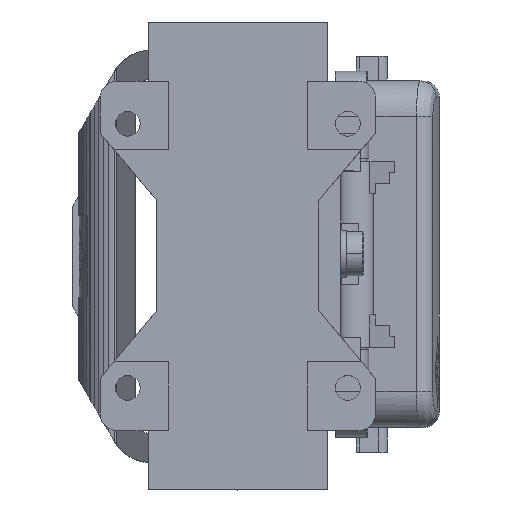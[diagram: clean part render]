
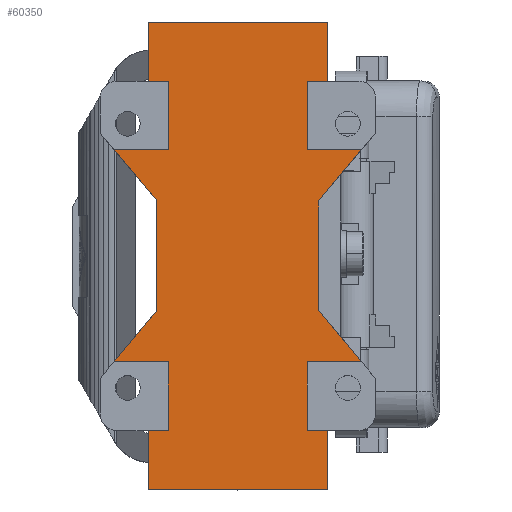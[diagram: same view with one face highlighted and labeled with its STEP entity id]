
A CAD part, top view. The second image highlights one B-rep face of the part: STEP entity #60350.
In plain terms, the highlighted face is planar.
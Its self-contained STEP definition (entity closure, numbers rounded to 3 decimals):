
#1960=CARTESIAN_POINT('',(110.274,44.742,
47.32));
#1970=VERTEX_POINT('',#1960);
#2020=CARTESIAN_POINT('',(0.,44.742,47.32));
#2030=DIRECTION('',(-1.,0.,0.));
#2040=VECTOR('',#2030,1.);
#2050=LINE('',#2020,#2040);
#2060=CARTESIAN_POINT('',(121.024,44.742,
47.32));
#2070=VERTEX_POINT('',#2060);
#2080=EDGE_CURVE('',#2070,#1970,#2050,.T.);
#2710=CARTESIAN_POINT('',(121.024,0.,47.32));
#2720=DIRECTION('',(-0.,-1.,0.));
#2730=VECTOR('',#2720,1.);
#2740=LINE('',#2710,#2730);
#2750=CARTESIAN_POINT('',(121.024,12.154,
47.32));
#2760=VERTEX_POINT('',#2750);
#2770=EDGE_CURVE('',#2070,#2760,#2740,.T.);
#17830=CARTESIAN_POINT('',(110.274,12.154,
47.32));
#17840=VERTEX_POINT('',#17830);
#17870=CARTESIAN_POINT('',(110.274,0.,47.32));
#17880=DIRECTION('',(0.,-1.,0.));
#17890=VECTOR('',#17880,1.);
#17900=LINE('',#17870,#17890);
#17910=CARTESIAN_POINT('',(110.274,15.848,
47.32));
#17920=VERTEX_POINT('',#17910);
#17930=EDGE_CURVE('',#17920,#17840,#17900,.T.);
#19330=CARTESIAN_POINT('',(46.774,44.742,
47.32));
#19340=VERTEX_POINT('',#19330);
#19370=CARTESIAN_POINT('',(46.774,0.,47.32));
#19380=DIRECTION('',(0.,-1.,0.));
#19390=VECTOR('',#19380,1.);
#19400=LINE('',#19370,#19390);
#19410=CARTESIAN_POINT('',(46.774,41.048,
47.32));
#19420=VERTEX_POINT('',#19410);
#19430=EDGE_CURVE('',#19340,#19420,#19400,.T.);
#24210=CARTESIAN_POINT('',(88.499,43.148,
47.32));
#24220=VERTEX_POINT('',#24210);
#24250=CARTESIAN_POINT('',(0.,-31.111,47.32));
#24260=DIRECTION('',(-0.766,-0.643,0.));
#24270=VECTOR('',#24260,1.);
#24280=LINE('',#24250,#24270);
#24290=CARTESIAN_POINT('',(97.77,50.928,
47.32));
#24300=VERTEX_POINT('',#24290);
#24310=EDGE_CURVE('',#24300,#24220,#24280,.T.);
#25660=CARTESIAN_POINT('',(68.549,43.148,
47.32));
#25670=VERTEX_POINT('',#25660);
#25700=CARTESIAN_POINT('',(0.,43.148,47.32));
#25710=DIRECTION('',(-1.,0.,0.));
#25720=VECTOR('',#25710,1.);
#25730=LINE('',#25700,#25720);
#25740=EDGE_CURVE('',#24220,#25670,#25730,.T.);
#26660=CARTESIAN_POINT('',(46.774,15.848,
47.32));
#26670=VERTEX_POINT('',#26660);
#26700=CARTESIAN_POINT('',(46.774,12.154,
47.32));
#26710=VERTEX_POINT('',#26700);
#26720=EDGE_CURVE('',#26670,#26710,#19400,.T.);
#29650=CARTESIAN_POINT('',(59.278,50.928,
47.32));
#29660=VERTEX_POINT('',#29650);
#29690=CARTESIAN_POINT('',(0.,100.668,47.32));
#29700=DIRECTION('',(0.766,-0.643,0.));
#29710=VECTOR('',#29700,1.);
#29720=LINE('',#29690,#29710);
#29730=EDGE_CURVE('',#29660,#25670,#29720,.T.);
#32180=CARTESIAN_POINT('',(36.024,44.742,
47.32));
#32190=VERTEX_POINT('',#32180);
#32220=CARTESIAN_POINT('',(0.,44.742,47.32));
#32230=DIRECTION('',(1.,0.,0.));
#32240=VECTOR('',#32230,1.);
#32250=LINE('',#32220,#32240);
#32260=EDGE_CURVE('',#32190,#19340,#32250,.T.);
#40010=CARTESIAN_POINT('',(110.274,41.048,
47.32));
#40020=VERTEX_POINT('',#40010);
#40050=EDGE_CURVE('',#1970,#40020,#17900,.T.);
#44520=CARTESIAN_POINT('',(59.278,15.848,
47.32));
#44530=VERTEX_POINT('',#44520);
#44560=CARTESIAN_POINT('',(157.048,15.848,
47.32));
#44570=DIRECTION('',(-1.,0.,0.));
#44580=VECTOR('',#44570,1.);
#44590=LINE('',#44560,#44580);
#44600=EDGE_CURVE('',#44530,#26670,#44590,.T.);
#45710=CARTESIAN_POINT('',(97.77,15.848,
47.32));
#45720=VERTEX_POINT('',#45710);
#45750=CARTESIAN_POINT('',(97.77,0.,47.32));
#45760=DIRECTION('',(0.,-1.,0.));
#45770=VECTOR('',#45760,1.);
#45780=LINE('',#45750,#45770);
#45790=CARTESIAN_POINT('',(97.77,5.969,
47.32));
#45800=VERTEX_POINT('',#45790);
#45810=EDGE_CURVE('',#45720,#45800,#45780,.T.);
#46080=CARTESIAN_POINT('',(0.,88.008,47.32));
#46090=DIRECTION('',(0.766,-0.643,0.));
#46100=VECTOR('',#46090,1.);
#46110=LINE('',#46080,#46100);
#46120=CARTESIAN_POINT('',(88.499,13.748,
47.32));
#46130=VERTEX_POINT('',#46120);
#46140=EDGE_CURVE('',#46130,#45800,#46110,.T.);
#47810=CARTESIAN_POINT('',(157.048,41.048,
47.32));
#47820=DIRECTION('',(-1.,0.,0.));
#47830=VECTOR('',#47820,1.);
#47840=LINE('',#47810,#47830);
#47850=CARTESIAN_POINT('',(59.278,41.048,
47.32));
#47860=VERTEX_POINT('',#47850);
#47870=EDGE_CURVE('',#47860,#19420,#47840,.T.);
#48190=CARTESIAN_POINT('',(0.,12.154,47.32));
#48200=DIRECTION('',(1.,0.,0.));
#48210=VECTOR('',#48200,1.);
#48220=LINE('',#48190,#48210);
#48230=EDGE_CURVE('',#17840,#2760,#48220,.T.);
#49260=CARTESIAN_POINT('',(0.,13.748,47.32));
#49270=DIRECTION('',(1.,0.,0.));
#49280=VECTOR('',#49270,1.);
#49290=LINE('',#49260,#49280);
#49300=CARTESIAN_POINT('',(68.549,13.748,
47.32));
#49310=VERTEX_POINT('',#49300);
#49320=EDGE_CURVE('',#49310,#46130,#49290,.T.);
#50260=CARTESIAN_POINT('',(97.77,41.048,
47.32));
#50270=VERTEX_POINT('',#50260);
#50300=CARTESIAN_POINT('',(0.,41.048,47.32));
#50310=DIRECTION('',(1.,0.,0.));
#50320=VECTOR('',#50310,1.);
#50330=LINE('',#50300,#50320);
#50340=EDGE_CURVE('',#50270,#40020,#50330,.T.);
#52630=CARTESIAN_POINT('',(0.,15.848,47.32));
#52640=DIRECTION('',(-1.,0.,0.));
#52650=VECTOR('',#52640,1.);
#52660=LINE('',#52630,#52650);
#52670=EDGE_CURVE('',#17920,#45720,#52660,.T.);
#58090=CARTESIAN_POINT('',(0.,12.154,47.32));
#58100=DIRECTION('',(-1.,0.,0.));
#58110=VECTOR('',#58100,1.);
#58120=LINE('',#58090,#58110);
#58130=CARTESIAN_POINT('',(36.024,12.154,
47.32));
#58140=VERTEX_POINT('',#58130);
#58150=EDGE_CURVE('',#26710,#58140,#58120,.T.);
#59850=CARTESIAN_POINT('',(0.,28.448,47.32));
#59860=DIRECTION('',(0.,0.,1.));
#59870=DIRECTION('',(1.,0.,0.));
#59880=AXIS2_PLACEMENT_3D('',#59850,#59860,#59870);
#59890=PLANE('',#59880);
#59900=ORIENTED_EDGE('',*,*,#58150,.T.);
#59910=ORIENTED_EDGE('',*,*,#26720,.T.);
#59920=ORIENTED_EDGE('',*,*,#44600,.T.);
#59930=CARTESIAN_POINT('',(59.278,0.,47.32));
#59940=DIRECTION('',(0.,-1.,0.));
#59950=VECTOR('',#59940,1.);
#59960=LINE('',#59930,#59950);
#59970=CARTESIAN_POINT('',(59.278,5.969,
47.32));
#59980=VERTEX_POINT('',#59970);
#59990=EDGE_CURVE('',#44530,#59980,#59960,.T.);
#60000=ORIENTED_EDGE('',*,*,#59990,.F.);
#60010=CARTESIAN_POINT('',(0.,-43.771,47.32));
#60020=DIRECTION('',(-0.766,-0.643,0.));
#60030=VECTOR('',#60020,1.);
#60040=LINE('',#60010,#60030);
#60050=EDGE_CURVE('',#49310,#59980,#60040,.T.);
#60060=ORIENTED_EDGE('',*,*,#60050,.T.);
#60070=ORIENTED_EDGE('',*,*,#49320,.F.);
#60080=ORIENTED_EDGE('',*,*,#46140,.F.);
#60090=ORIENTED_EDGE('',*,*,#45810,.T.);
#60100=ORIENTED_EDGE('',*,*,#52670,.T.);
#60110=ORIENTED_EDGE('',*,*,#17930,.F.);
#60120=ORIENTED_EDGE('',*,*,#48230,.F.);
#60130=ORIENTED_EDGE('',*,*,#2770,.T.);
#60140=ORIENTED_EDGE('',*,*,#2080,.F.);
#60150=ORIENTED_EDGE('',*,*,#40050,.F.);
#60160=ORIENTED_EDGE('',*,*,#50340,.T.);
#60170=EDGE_CURVE('',#24300,#50270,#45780,.T.);
#60180=ORIENTED_EDGE('',*,*,#60170,.T.);
#60190=ORIENTED_EDGE('',*,*,#24310,.F.);
#60200=ORIENTED_EDGE('',*,*,#25740,.F.);
#60210=ORIENTED_EDGE('',*,*,#29730,.T.);
#60220=EDGE_CURVE('',#29660,#47860,#59960,.T.);
#60230=ORIENTED_EDGE('',*,*,#60220,.F.);
#60240=ORIENTED_EDGE('',*,*,#47870,.F.);
#60250=ORIENTED_EDGE('',*,*,#19430,.T.);
#60260=ORIENTED_EDGE('',*,*,#32260,.T.);
#60270=CARTESIAN_POINT('',(36.024,0.,47.32));
#60280=DIRECTION('',(-0.,-1.,0.));
#60290=VECTOR('',#60280,1.);
#60300=LINE('',#60270,#60290);
#60310=EDGE_CURVE('',#32190,#58140,#60300,.T.);
#60320=ORIENTED_EDGE('',*,*,#60310,.F.);
#60330=EDGE_LOOP('',(#60320,#60260,#60250,#60240,#60230,#60210,#60200,
#60190,#60180,#60160,#60150,#60140,#60130,#60120,#60110,#60100,#60090,
#60080,#60070,#60060,#60000,#59920,#59910,#59900));
#60340=FACE_OUTER_BOUND('',#60330,.T.);
#60350=ADVANCED_FACE('',(#60340),#59890,.F.);
